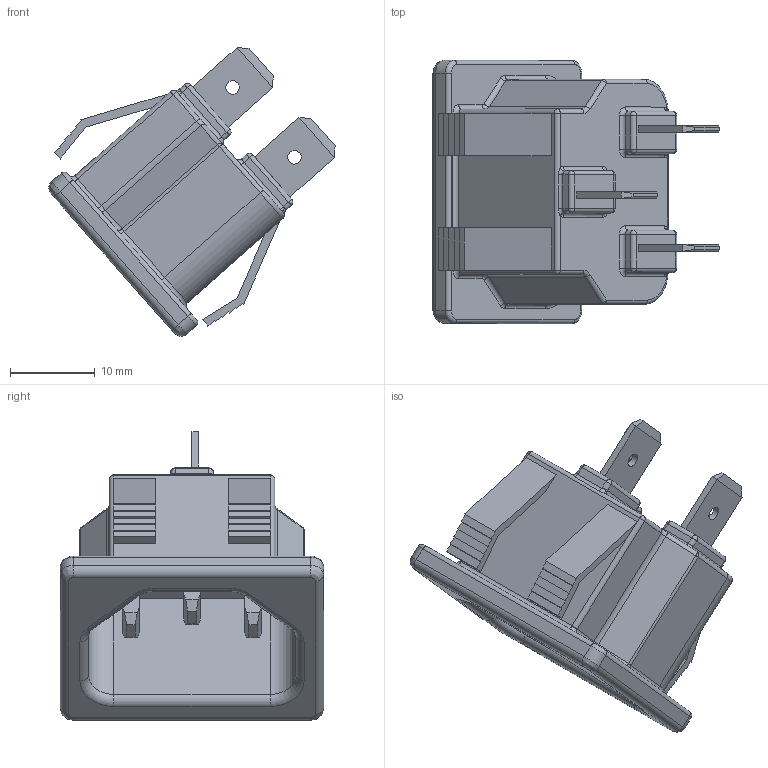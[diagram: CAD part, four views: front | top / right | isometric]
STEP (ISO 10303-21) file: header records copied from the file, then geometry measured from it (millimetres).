
FILE_DESCRIPTION(/* description */ (''),/* implementation_level */ '2;1');
FILE_NAME(/* name */ 'AC_power_jack.stp',/* time_stamp */ '2012-03-26T08:42:37+02:00',/* author */ (''),/* organization */ (''),/* preprocessor_version */ 'ST-DEVELOPER v11',/* originating_system */ 'SIEMENS PLM Software NX 7.5',/* authorisation */ '');
FILE_SCHEMA (('AUTOMOTIVE_DESIGN { 1 0 10303 214 1 1 1 1 }'));
Length unit declared in the file: millimetre
Products named in the file (1): trabE8AAhbm4
Bounding box: 33.71 x 31 x 34 mm (x, y, z)
Volume: 4307.5 mm3; surface area: 5867.9 mm2
Topology: 1 solids, 1 shells, 306 faces, 752 edges, 448 vertices
Faces by surface type: plane 157, cylinder 87, torus 32, sphere 16, bspline 14
Full cylindrical faces by diameter (mm): 1.6 x3
Entity records: 11150 total; most frequent: CARTESIAN_POINT 1829, DIRECTION 1523, ORIENTED_EDGE 1466, EDGE_CURVE 733, AXIS2_PLACEMENT_3D 513, LINE 497, VECTOR 497, VERTEX_POINT 440
